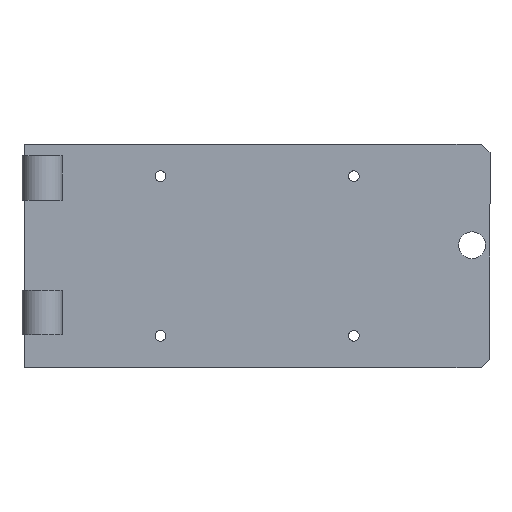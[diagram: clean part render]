
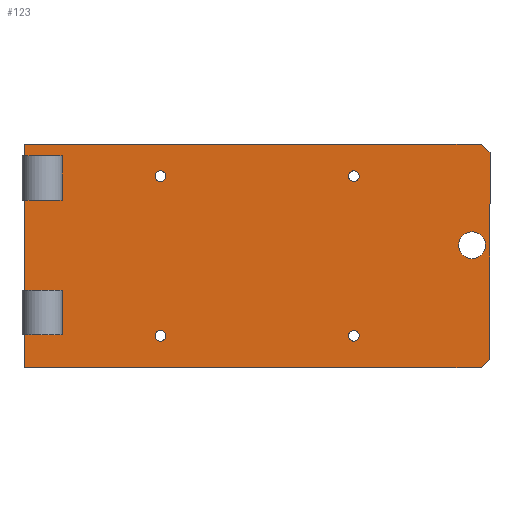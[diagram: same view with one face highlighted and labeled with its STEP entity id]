
A CAD part, front view. The second image highlights one B-rep face of the part: STEP entity #123.
In plain terms, the highlighted planar face has unit normal (0, -1, 0).
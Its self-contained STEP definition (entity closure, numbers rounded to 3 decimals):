
#2 = ORIENTED_EDGE ( 'NONE', *, *, #391, .T. ) ;
#3 = EDGE_LOOP ( 'NONE', ( #718, #178 ) ) ;
#9 = CARTESIAN_POINT ( 'NONE',  ( 260., 0., 115. ) ) ;
#10 = EDGE_CURVE ( 'NONE', #562, #880, #171, .T. ) ;
#12 = CARTESIAN_POINT ( 'NONE',  ( -108., 0., -83. ) ) ;
#23 = VECTOR ( 'NONE', #541, 1000. ) ;
#43 = VERTEX_POINT ( 'NONE', #524 ) ;
#48 = DIRECTION ( 'NONE',  ( -1., 0., 0. ) ) ;
#53 = EDGE_CURVE ( 'NONE', #917, #168, #248, .T. ) ;
#58 = CIRCLE ( 'NONE', #416, 15. ) ;
#61 = FACE_OUTER_BOUND ( 'NONE', #857, .T. ) ;
#66 = CARTESIAN_POINT ( 'NONE',  ( 260., 0., 125. ) ) ;
#68 = CIRCLE ( 'NONE', #202, 6. ) ;
#86 = ORIENTED_EDGE ( 'NONE', *, *, #369, .T. ) ;
#87 = DIRECTION ( 'NONE',  ( 1., 0., 0. ) ) ;
#90 = CARTESIAN_POINT ( 'NONE',  ( 108., 0., 89. ) ) ;
#94 = CARTESIAN_POINT ( 'NONE',  ( 250., 0., -125. ) ) ;
#111 = ORIENTED_EDGE ( 'NONE', *, *, #53, .T. ) ;
#123 = ADVANCED_FACE ( 'NONE', ( #748, #978, #61, #452, #370, #676 ), #754, .F. ) ;
#125 = CARTESIAN_POINT ( 'NONE',  ( -108., 0., -89. ) ) ;
#127 = AXIS2_PLACEMENT_3D ( 'NONE', #125, #275, #961 ) ;
#130 = CARTESIAN_POINT ( 'NONE',  ( -260., 0., -125. ) ) ;
#150 = LINE ( 'NONE', #457, #456 ) ;
#153 = ORIENTED_EDGE ( 'NONE', *, *, #455, .T. ) ;
#156 = CARTESIAN_POINT ( 'NONE',  ( 260., 0., -125. ) ) ;
#159 = CIRCLE ( 'NONE', #545, 6. ) ;
#161 = AXIS2_PLACEMENT_3D ( 'NONE', #210, #749, #525 ) ;
#162 = EDGE_CURVE ( 'NONE', #933, #924, #395, .T. ) ;
#164 = VERTEX_POINT ( 'NONE', #790 ) ;
#168 = VERTEX_POINT ( 'NONE', #12 ) ;
#170 = LINE ( 'NONE', #9, #23 ) ;
#171 = CIRCLE ( 'NONE', #832, 6. ) ;
#175 = EDGE_CURVE ( 'NONE', #194, #407, #68, .T. ) ;
#178 = ORIENTED_EDGE ( 'NONE', *, *, #175, .T. ) ;
#194 = VERTEX_POINT ( 'NONE', #635 ) ;
#196 = CARTESIAN_POINT ( 'NONE',  ( 108., 0., -89. ) ) ;
#202 = AXIS2_PLACEMENT_3D ( 'NONE', #321, #548, #922 ) ;
#210 = CARTESIAN_POINT ( 'NONE',  ( 108., 0., -89. ) ) ;
#217 = EDGE_CURVE ( 'NONE', #728, #933, #930, .T. ) ;
#224 = DIRECTION ( 'NONE',  ( 0., 0., 1. ) ) ;
#236 = VERTEX_POINT ( 'NONE', #247 ) ;
#238 = VERTEX_POINT ( 'NONE', #94 ) ;
#239 = DIRECTION ( 'NONE',  ( 0., 0., 1. ) ) ;
#240 = EDGE_CURVE ( 'NONE', #236, #924, #170, .T. ) ;
#247 = CARTESIAN_POINT ( 'NONE',  ( 260., 0., 115. ) ) ;
#248 = CIRCLE ( 'NONE', #907, 6. ) ;
#275 = DIRECTION ( 'NONE',  ( 0., 1., 0. ) ) ;
#287 = EDGE_LOOP ( 'NONE', ( #111, #2 ) ) ;
#288 = EDGE_CURVE ( 'NONE', #407, #194, #159, .T. ) ;
#289 = DIRECTION ( 'NONE',  ( 0., 1., 0. ) ) ;
#295 = EDGE_LOOP ( 'NONE', ( #634, #609 ) ) ;
#302 = DIRECTION ( 'NONE',  ( 0., 0., 1. ) ) ;
#317 = DIRECTION ( 'NONE',  ( 0., 0., 1. ) ) ;
#321 = CARTESIAN_POINT ( 'NONE',  ( 108., 0., 89. ) ) ;
#325 = CARTESIAN_POINT ( 'NONE',  ( -260., 0., 125. ) ) ;
#336 = CIRCLE ( 'NONE', #451, 15. ) ;
#344 = VECTOR ( 'NONE', #239, 1000. ) ;
#356 = CARTESIAN_POINT ( 'NONE',  ( 108., 0., 83. ) ) ;
#360 = CARTESIAN_POINT ( 'NONE',  ( 240., 0., 12. ) ) ;
#369 = EDGE_CURVE ( 'NONE', #43, #668, #58, .T. ) ;
#370 = FACE_BOUND ( 'NONE', #287, .T. ) ;
#374 = DIRECTION ( 'NONE',  ( 0., 1., 0. ) ) ;
#377 = LINE ( 'NONE', #156, #780 ) ;
#387 = CARTESIAN_POINT ( 'NONE',  ( -108., 0., 89. ) ) ;
#388 = CARTESIAN_POINT ( 'NONE',  ( 250., 0., 125. ) ) ;
#391 = EDGE_CURVE ( 'NONE', #168, #917, #717, .T. ) ;
#395 = LINE ( 'NONE', #325, #596 ) ;
#400 = EDGE_CURVE ( 'NONE', #567, #164, #508, .T. ) ;
#402 = ORIENTED_EDGE ( 'NONE', *, *, #10, .T. ) ;
#404 = CARTESIAN_POINT ( 'NONE',  ( -108., 0., 95. ) ) ;
#407 = VERTEX_POINT ( 'NONE', #356 ) ;
#416 = AXIS2_PLACEMENT_3D ( 'NONE', #554, #714, #957 ) ;
#436 = CIRCLE ( 'NONE', #161, 6. ) ;
#438 = CARTESIAN_POINT ( 'NONE',  ( -108., 0., 89. ) ) ;
#451 = AXIS2_PLACEMENT_3D ( 'NONE', #360, #289, #588 ) ;
#452 = FACE_BOUND ( 'NONE', #469, .T. ) ;
#453 = CARTESIAN_POINT ( 'NONE',  ( 260., 0., -115. ) ) ;
#455 = EDGE_CURVE ( 'NONE', #880, #562, #657, .T. ) ;
#456 = VECTOR ( 'NONE', #467, 1000. ) ;
#457 = CARTESIAN_POINT ( 'NONE',  ( 250., 0., -125. ) ) ;
#467 = DIRECTION ( 'NONE',  ( 0.707, 0., 0.707 ) ) ;
#469 = EDGE_LOOP ( 'NONE', ( #86, #806 ) ) ;
#478 = DIRECTION ( 'NONE',  ( 0., 1., 0. ) ) ;
#485 = ORIENTED_EDGE ( 'NONE', *, *, #943, .F. ) ;
#502 = DIRECTION ( 'NONE',  ( 0., 1., 0. ) ) ;
#508 = CIRCLE ( 'NONE', #638, 6. ) ;
#511 = CARTESIAN_POINT ( 'NONE',  ( -108., 0., -89. ) ) ;
#524 = CARTESIAN_POINT ( 'NONE',  ( 240., 0., -3. ) ) ;
#525 = DIRECTION ( 'NONE',  ( 0., 0., 1. ) ) ;
#538 = DIRECTION ( 'NONE',  ( 0., 1., 0. ) ) ;
#541 = DIRECTION ( 'NONE',  ( -0.707, 0., 0.707 ) ) ;
#545 = AXIS2_PLACEMENT_3D ( 'NONE', #90, #478, #317 ) ;
#548 = DIRECTION ( 'NONE',  ( 0., 1., 0. ) ) ;
#554 = CARTESIAN_POINT ( 'NONE',  ( 240., 0., 12. ) ) ;
#562 = VERTEX_POINT ( 'NONE', #404 ) ;
#567 = VERTEX_POINT ( 'NONE', #882 ) ;
#580 = CARTESIAN_POINT ( 'NONE',  ( -108., 0., 83. ) ) ;
#588 = DIRECTION ( 'NONE',  ( 0., 0., 1. ) ) ;
#596 = VECTOR ( 'NONE', #87, 1000. ) ;
#609 = ORIENTED_EDGE ( 'NONE', *, *, #400, .T. ) ;
#630 = EDGE_LOOP ( 'NONE', ( #153, #402 ) ) ;
#633 = EDGE_CURVE ( 'NONE', #164, #567, #436, .T. ) ;
#634 = ORIENTED_EDGE ( 'NONE', *, *, #633, .T. ) ;
#635 = CARTESIAN_POINT ( 'NONE',  ( 108., 0., 95. ) ) ;
#638 = AXIS2_PLACEMENT_3D ( 'NONE', #196, #502, #814 ) ;
#657 = CIRCLE ( 'NONE', #914, 6. ) ;
#668 = VERTEX_POINT ( 'NONE', #672 ) ;
#672 = CARTESIAN_POINT ( 'NONE',  ( 240., 0., 27. ) ) ;
#676 = FACE_BOUND ( 'NONE', #3, .T. ) ;
#682 = DIRECTION ( 'NONE',  ( 0., 1., 0. ) ) ;
#686 = DIRECTION ( 'NONE',  ( 0., 0., -1. ) ) ;
#691 = ORIENTED_EDGE ( 'NONE', *, *, #240, .T. ) ;
#692 = VERTEX_POINT ( 'NONE', #453 ) ;
#698 = CARTESIAN_POINT ( 'NONE',  ( -260., 0., -125. ) ) ;
#707 = ORIENTED_EDGE ( 'NONE', *, *, #162, .F. ) ;
#714 = DIRECTION ( 'NONE',  ( 0., 1., 0. ) ) ;
#717 = CIRCLE ( 'NONE', #127, 6. ) ;
#718 = ORIENTED_EDGE ( 'NONE', *, *, #288, .T. ) ;
#728 = VERTEX_POINT ( 'NONE', #821 ) ;
#736 = EDGE_CURVE ( 'NONE', #238, #728, #826, .T. ) ;
#741 = EDGE_CURVE ( 'NONE', #668, #43, #336, .T. ) ;
#747 = DIRECTION ( 'NONE',  ( 0., 1., 0. ) ) ;
#748 = FACE_BOUND ( 'NONE', #630, .T. ) ;
#749 = DIRECTION ( 'NONE',  ( 0., 1., 0. ) ) ;
#754 = PLANE ( 'NONE',  #758 ) ;
#758 = AXIS2_PLACEMENT_3D ( 'NONE', #66, #374, #302 ) ;
#780 = VECTOR ( 'NONE', #686, 1000. ) ;
#781 = DIRECTION ( 'NONE',  ( 0., 0., 1. ) ) ;
#790 = CARTESIAN_POINT ( 'NONE',  ( 108., 0., -95. ) ) ;
#803 = VECTOR ( 'NONE', #48, 1000. ) ;
#806 = ORIENTED_EDGE ( 'NONE', *, *, #741, .T. ) ;
#814 = DIRECTION ( 'NONE',  ( 0., 0., 1. ) ) ;
#821 = CARTESIAN_POINT ( 'NONE',  ( -260., 0., -125. ) ) ;
#826 = LINE ( 'NONE', #130, #803 ) ;
#828 = ORIENTED_EDGE ( 'NONE', *, *, #217, .F. ) ;
#832 = AXIS2_PLACEMENT_3D ( 'NONE', #438, #747, #968 ) ;
#840 = CARTESIAN_POINT ( 'NONE',  ( -260., 0., 125. ) ) ;
#846 = ORIENTED_EDGE ( 'NONE', *, *, #736, .F. ) ;
#857 = EDGE_LOOP ( 'NONE', ( #485, #691, #707, #828, #846, #889 ) ) ;
#880 = VERTEX_POINT ( 'NONE', #580 ) ;
#882 = CARTESIAN_POINT ( 'NONE',  ( 108., 0., -83. ) ) ;
#889 = ORIENTED_EDGE ( 'NONE', *, *, #947, .T. ) ;
#907 = AXIS2_PLACEMENT_3D ( 'NONE', #511, #682, #224 ) ;
#908 = CARTESIAN_POINT ( 'NONE',  ( -108., 0., -95. ) ) ;
#914 = AXIS2_PLACEMENT_3D ( 'NONE', #387, #538, #781 ) ;
#917 = VERTEX_POINT ( 'NONE', #908 ) ;
#922 = DIRECTION ( 'NONE',  ( 0., 0., 1. ) ) ;
#924 = VERTEX_POINT ( 'NONE', #388 ) ;
#930 = LINE ( 'NONE', #698, #344 ) ;
#933 = VERTEX_POINT ( 'NONE', #840 ) ;
#943 = EDGE_CURVE ( 'NONE', #236, #692, #377, .T. ) ;
#947 = EDGE_CURVE ( 'NONE', #238, #692, #150, .T. ) ;
#957 = DIRECTION ( 'NONE',  ( 0., 0., 1. ) ) ;
#961 = DIRECTION ( 'NONE',  ( 0., 0., 1. ) ) ;
#968 = DIRECTION ( 'NONE',  ( 0., 0., 1. ) ) ;
#978 = FACE_BOUND ( 'NONE', #295, .T. ) ;
